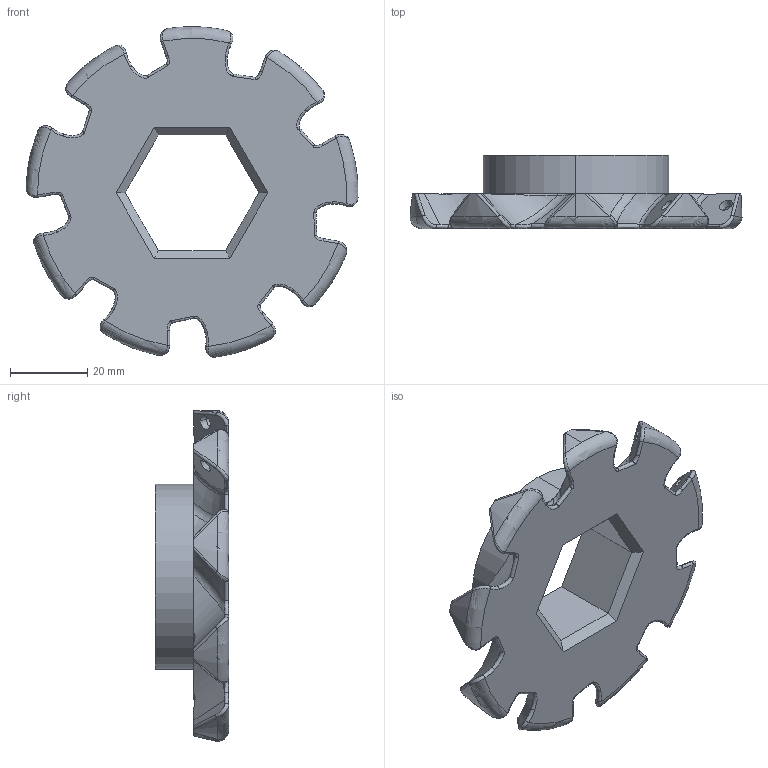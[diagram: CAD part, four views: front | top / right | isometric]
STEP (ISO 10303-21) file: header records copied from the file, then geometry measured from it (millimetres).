
FILE_DESCRIPTION (( 'STEP AP214' ), '1' );
FILE_NAME ('mecanumWheel_1a.STEP', '2024-11-24T10:40:35', ( '' ), ( '' ), 'SwSTEP 2.0', 'SolidWorks 2021', '' );
FILE_SCHEMA (( 'AUTOMOTIVE_DESIGN' ));
Length unit declared in the file: millimetre
Products named in the file (1): mecanumWheel_1a
Bounding box: 85.95 x 19 x 85.58 mm (x, y, z)
Volume: 36670.5 mm3; surface area: 14450.3 mm2
Topology: 1 solids, 1 shells, 237 faces, 576 edges, 351 vertices
Faces by surface type: bspline 76, cylinder 65, plane 42, cone 27, torus 27
Entity records: 10463 total; most frequent: CARTESIAN_POINT 5606, ORIENTED_EDGE 1152, DIRECTION 863, EDGE_CURVE 576, AXIS2_PLACEMENT_3D 375, VERTEX_POINT 351, EDGE_LOOP 249, ADVANCED_FACE 237
